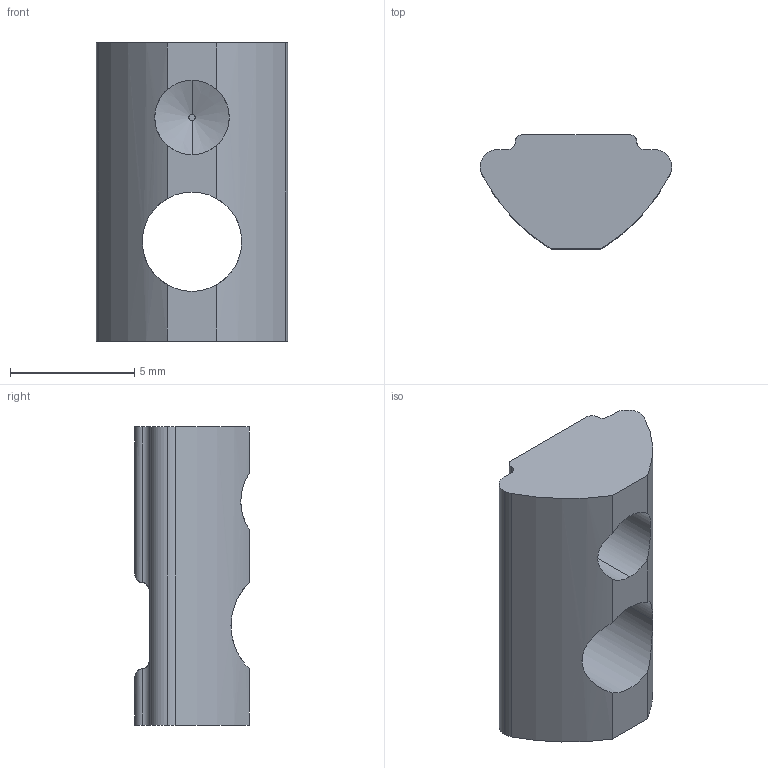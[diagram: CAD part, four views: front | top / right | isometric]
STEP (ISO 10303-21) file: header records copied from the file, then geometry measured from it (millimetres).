
FILE_DESCRIPTION(('STEP AP214'),'1');
FILE_NAME('fath_096215.stp','2017-06-29T15:19:41',('TraceParts'),('TraceParts S.A.'),'Spatial InterOp 3D',' ',' ');
FILE_SCHEMA(('automotive_design'));
Length unit declared in the file: millimetre
Products named in the file (1): fath_096215
Bounding box: 7.7 x 4.6 x 12 mm (x, y, z)
Volume: 222.2 mm3; surface area: 355.2 mm2
Topology: 1 solids, 1 shells, 31 faces, 88 edges, 58 vertices
Faces by surface type: cylinder 20, plane 9, cone 2
Entity records: 1393 total; most frequent: CARTESIAN_POINT 300, ORIENTED_EDGE 176, DIRECTION 174, EDGE_CURVE 88, AXIS2_PLACEMENT_3D 68, VERTEX_POINT 58, LINE 38, VECTOR 38
